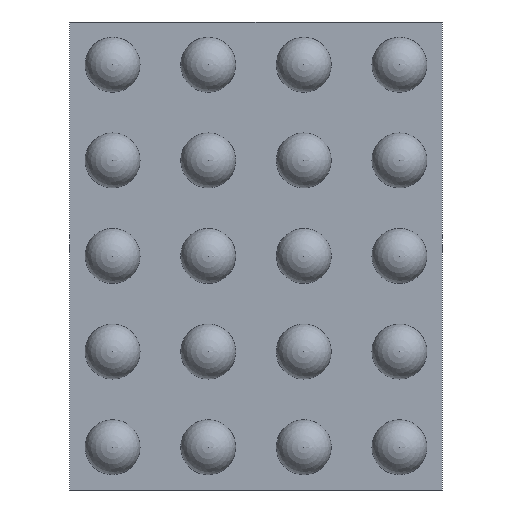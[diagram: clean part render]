
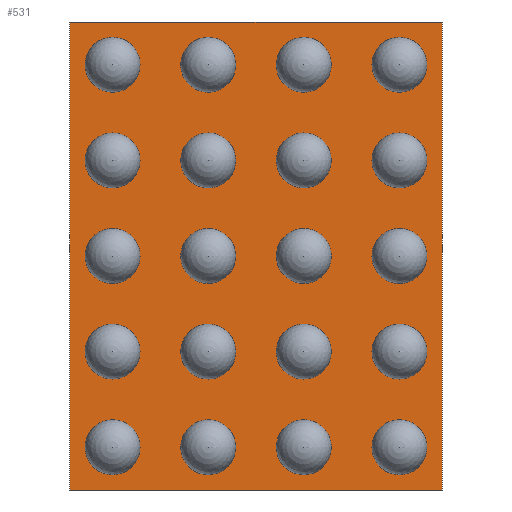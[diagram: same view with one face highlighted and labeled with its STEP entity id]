
A CAD part, front view. The second image highlights one B-rep face of the part: STEP entity #531.
In plain terms, the highlighted planar face has unit normal (0, -1, 0).
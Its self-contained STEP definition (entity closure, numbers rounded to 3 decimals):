
#107 = CARTESIAN_POINT ( 'NONE',  ( -0.779, 0.19, 0.979 ) ) ;
#112 = CARTESIAN_POINT ( 'NONE',  ( -0.779, 0.19, -0.979 ) ) ;
#131 = LINE ( 'NONE', #2190, #301 ) ;
#165 = ORIENTED_EDGE ( 'NONE', *, *, #1362, .T. ) ;
#176 = VERTEX_POINT ( 'NONE', #1396 ) ;
#183 = LINE ( 'NONE', #1355, #1977 ) ;
#206 = EDGE_CURVE ( 'NONE', #711, #176, #1248, .T. ) ;
#215 = ORIENTED_EDGE ( 'NONE', *, *, #1130, .T. ) ;
#241 = AXIS2_PLACEMENT_3D ( 'NONE', #2213, #1166, #1880 ) ;
#296 = LINE ( 'NONE', #107, #1284 ) ;
#301 = VECTOR ( 'NONE', #2037, 1000. ) ;
#472 = DIRECTION ( 'NONE',  ( 0., 0., -1. ) ) ;
#531 = ADVANCED_FACE ( 'NONE', ( #2196 ), #2207, .T. ) ;
#612 = CARTESIAN_POINT ( 'NONE',  ( 0.779, 0.19, -0.979 ) ) ;
#711 = VERTEX_POINT ( 'NONE', #1843 ) ;
#727 = DIRECTION ( 'NONE',  ( 0., 0., 1. ) ) ;
#921 = CARTESIAN_POINT ( 'NONE',  ( -0.779, 0.19, 0.979 ) ) ;
#1130 = EDGE_CURVE ( 'NONE', #1890, #711, #183, .T. ) ;
#1166 = DIRECTION ( 'NONE',  ( 0., -1., 0. ) ) ;
#1248 = LINE ( 'NONE', #921, #1875 ) ;
#1284 = VECTOR ( 'NONE', #472, 1000. ) ;
#1355 = CARTESIAN_POINT ( 'NONE',  ( 0.779, 0.19, 0.979 ) ) ;
#1362 = EDGE_CURVE ( 'NONE', #1965, #1890, #131, .T. ) ;
#1384 = EDGE_LOOP ( 'NONE', ( #215, #1782, #1852, #165 ) ) ;
#1396 = CARTESIAN_POINT ( 'NONE',  ( -0.779, 0.19, 0.979 ) ) ;
#1782 = ORIENTED_EDGE ( 'NONE', *, *, #206, .T. ) ;
#1785 = DIRECTION ( 'NONE',  ( -1., 0., 0. ) ) ;
#1843 = CARTESIAN_POINT ( 'NONE',  ( 0.779, 0.19, 0.979 ) ) ;
#1852 = ORIENTED_EDGE ( 'NONE', *, *, #1952, .T. ) ;
#1875 = VECTOR ( 'NONE', #1785, 1000. ) ;
#1880 = DIRECTION ( 'NONE',  ( 1., 0., 0. ) ) ;
#1890 = VERTEX_POINT ( 'NONE', #612 ) ;
#1952 = EDGE_CURVE ( 'NONE', #176, #1965, #296, .T. ) ;
#1965 = VERTEX_POINT ( 'NONE', #112 ) ;
#1977 = VECTOR ( 'NONE', #727, 1000. ) ;
#2037 = DIRECTION ( 'NONE',  ( 1., 0., 0. ) ) ;
#2190 = CARTESIAN_POINT ( 'NONE',  ( -0.779, 0.19, -0.979 ) ) ;
#2196 = FACE_OUTER_BOUND ( 'NONE', #1384, .T. ) ;
#2207 = PLANE ( 'NONE',  #241 ) ;
#2213 = CARTESIAN_POINT ( 'NONE',  ( 0., 0.19, 0. ) ) ;
